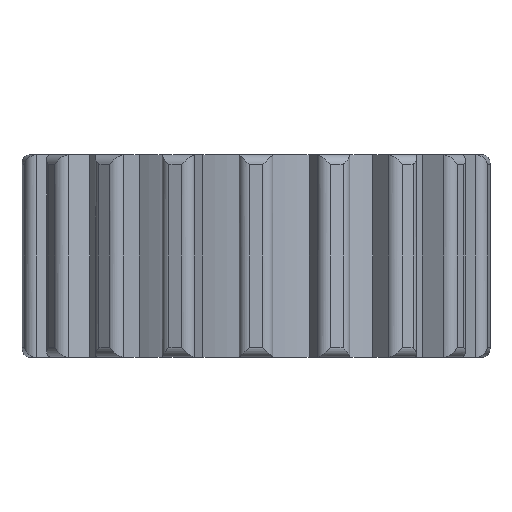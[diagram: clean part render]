
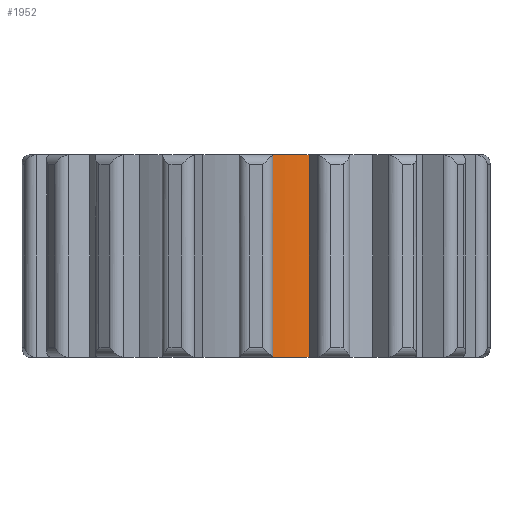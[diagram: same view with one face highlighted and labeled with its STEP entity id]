
A CAD part, front view. The second image highlights one B-rep face of the part: STEP entity #1952.
In plain terms, the highlighted cylindrical face has radius 12 mm (diameter 24 mm), a partial arc.
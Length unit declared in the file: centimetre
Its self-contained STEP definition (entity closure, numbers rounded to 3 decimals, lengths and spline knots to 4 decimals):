
#84 = EDGE_CURVE ( 'NONE', #1622, #3339, #384, .T. ) ;
#384 = LINE ( 'NONE', #715, #2806 ) ;
#471 = DIRECTION ( 'NONE',  ( 1., 0., 0. ) ) ;
#516 = CARTESIAN_POINT ( 'NONE',  ( 0., 0., 2.4 ) ) ;
#715 = CARTESIAN_POINT ( 'NONE',  ( 0.1, -1.1958, 3.6 ) ) ;
#876 = ORIENTED_EDGE ( 'NONE', *, *, #2641, .T. ) ;
#933 = DIRECTION ( 'NONE',  ( -1., 0., 0. ) ) ;
#1132 = ORIENTED_EDGE ( 'NONE', *, *, #2604, .T. ) ;
#1150 = CARTESIAN_POINT ( 'NONE',  ( 0., 0., 3.6 ) ) ;
#1165 = CYLINDRICAL_SURFACE ( 'NONE', #4510, 1.2 ) ;
#1182 = CARTESIAN_POINT ( 'NONE',  ( 0.1, -1.1958, 2.4 ) ) ;
#1200 = CARTESIAN_POINT ( 'NONE',  ( 0.315, -1.1579, 3.6 ) ) ;
#1381 = VERTEX_POINT ( 'NONE', #1504 ) ;
#1499 = CIRCLE ( 'NONE', #4366, 1.2 ) ;
#1504 = CARTESIAN_POINT ( 'NONE',  ( 0.315, -1.1579, 3.6 ) ) ;
#1622 = VERTEX_POINT ( 'NONE', #2846 ) ;
#1760 = DIRECTION ( 'NONE',  ( 0., 0., -1. ) ) ;
#1952 = ADVANCED_FACE ( 'NONE', ( #4405 ), #1165, .T. ) ;
#2019 = DIRECTION ( 'NONE',  ( 0., 0., -1. ) ) ;
#2261 = CARTESIAN_POINT ( 'NONE',  ( 0., 0., 3.6 ) ) ;
#2377 = VERTEX_POINT ( 'NONE', #2385 ) ;
#2385 = CARTESIAN_POINT ( 'NONE',  ( 0.315, -1.1579, 2.4 ) ) ;
#2560 = VECTOR ( 'NONE', #4391, 100. ) ;
#2576 = EDGE_CURVE ( 'NONE', #1622, #1381, #1499, .T. ) ;
#2604 = EDGE_CURVE ( 'NONE', #2377, #1381, #4435, .T. ) ;
#2629 = ORIENTED_EDGE ( 'NONE', *, *, #2576, .F. ) ;
#2641 = EDGE_CURVE ( 'NONE', #3339, #2377, #3463, .T. ) ;
#2648 = DIRECTION ( 'NONE',  ( 0., 0., 1. ) ) ;
#2806 = VECTOR ( 'NONE', #1760, 100. ) ;
#2846 = CARTESIAN_POINT ( 'NONE',  ( 0.1, -1.1958, 3.6 ) ) ;
#3027 = DIRECTION ( 'NONE',  ( 0., 0., 1. ) ) ;
#3098 = AXIS2_PLACEMENT_3D ( 'NONE', #516, #3027, #4100 ) ;
#3339 = VERTEX_POINT ( 'NONE', #1182 ) ;
#3369 = EDGE_LOOP ( 'NONE', ( #876, #1132, #2629, #4554 ) ) ;
#3463 = CIRCLE ( 'NONE', #3098, 1.2 ) ;
#4100 = DIRECTION ( 'NONE',  ( 1., 0., 0. ) ) ;
#4366 = AXIS2_PLACEMENT_3D ( 'NONE', #1150, #2648, #471 ) ;
#4391 = DIRECTION ( 'NONE',  ( 0., 0., 1. ) ) ;
#4405 = FACE_OUTER_BOUND ( 'NONE', #3369, .T. ) ;
#4435 = LINE ( 'NONE', #1200, #2560 ) ;
#4510 = AXIS2_PLACEMENT_3D ( 'NONE', #2261, #2019, #933 ) ;
#4554 = ORIENTED_EDGE ( 'NONE', *, *, #84, .T. ) ;
